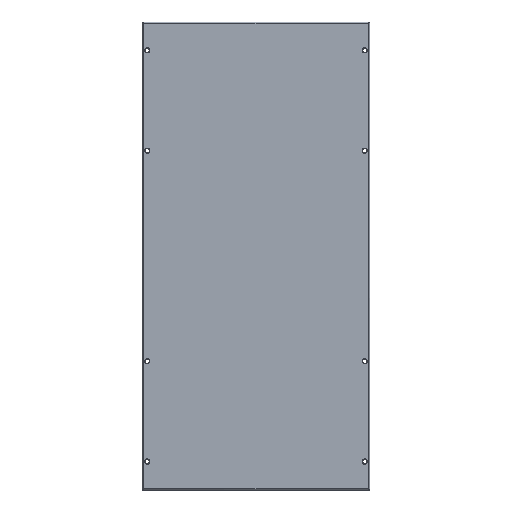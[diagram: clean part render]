
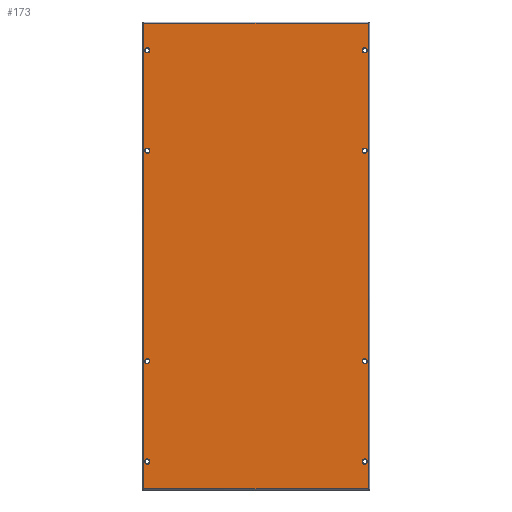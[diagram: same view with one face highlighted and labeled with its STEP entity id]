
A CAD part, top view. The second image highlights one B-rep face of the part: STEP entity #173.
In plain terms, the highlighted planar face has unit normal (0, 0, 1).
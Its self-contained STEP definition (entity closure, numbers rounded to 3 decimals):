
#173=ADVANCED_FACE('',(#567,#568,#569,#570,#571,#572,#573,#574,#575),#576,.T.);
#567=FACE_BOUND('',#1139,.T.);
#568=FACE_BOUND('',#1140,.T.);
#569=FACE_BOUND('',#1141,.T.);
#570=FACE_BOUND('',#1142,.T.);
#571=FACE_BOUND('',#1143,.T.);
#572=FACE_BOUND('',#1144,.T.);
#573=FACE_BOUND('',#1145,.T.);
#574=FACE_BOUND('',#1146,.T.);
#575=FACE_OUTER_BOUND('',#1147,.T.);
#576=PLANE('',#1148);
#1139=EDGE_LOOP('',(#2504,#2505));
#1140=EDGE_LOOP('',(#2506,#2507));
#1141=EDGE_LOOP('',(#2508,#2509));
#1142=EDGE_LOOP('',(#2510,#2511));
#1143=EDGE_LOOP('',(#2512,#2513));
#1144=EDGE_LOOP('',(#2514,#2515));
#1145=EDGE_LOOP('',(#2516,#2517));
#1146=EDGE_LOOP('',(#2518,#2519));
#1147=EDGE_LOOP('',(#2520,#2521,#2522,#2523));
#1148=AXIS2_PLACEMENT_3D('',#2524,#2525,#2526);
#2504=ORIENTED_EDGE('',*,*,#3744,.T.);
#2505=ORIENTED_EDGE('',*,*,#3918,.T.);
#2506=ORIENTED_EDGE('',*,*,#3736,.T.);
#2507=ORIENTED_EDGE('',*,*,#3922,.T.);
#2508=ORIENTED_EDGE('',*,*,#3728,.T.);
#2509=ORIENTED_EDGE('',*,*,#3926,.T.);
#2510=ORIENTED_EDGE('',*,*,#3720,.T.);
#2511=ORIENTED_EDGE('',*,*,#3930,.T.);
#2512=ORIENTED_EDGE('',*,*,#3712,.T.);
#2513=ORIENTED_EDGE('',*,*,#3934,.T.);
#2514=ORIENTED_EDGE('',*,*,#3704,.T.);
#2515=ORIENTED_EDGE('',*,*,#3938,.T.);
#2516=ORIENTED_EDGE('',*,*,#3696,.T.);
#2517=ORIENTED_EDGE('',*,*,#3942,.T.);
#2518=ORIENTED_EDGE('',*,*,#3688,.T.);
#2519=ORIENTED_EDGE('',*,*,#3946,.T.);
#2520=ORIENTED_EDGE('',*,*,#4037,.F.);
#2521=ORIENTED_EDGE('',*,*,#4048,.F.);
#2522=ORIENTED_EDGE('',*,*,#4042,.F.);
#2523=ORIENTED_EDGE('',*,*,#4045,.T.);
#2524=CARTESIAN_POINT('',(0.0,-600.0,50.0));
#2525=DIRECTION('',(0.0,0.,1.0));
#2526=DIRECTION('',(1.0,0.0,0.0));
#3688=EDGE_CURVE('',#4442,#4439,#4443,.T.);
#3696=EDGE_CURVE('',#4458,#4455,#4459,.T.);
#3704=EDGE_CURVE('',#4474,#4471,#4475,.T.);
#3712=EDGE_CURVE('',#4490,#4487,#4491,.T.);
#3720=EDGE_CURVE('',#4506,#4503,#4507,.T.);
#3728=EDGE_CURVE('',#4522,#4519,#4523,.T.);
#3736=EDGE_CURVE('',#4538,#4535,#4539,.T.);
#3744=EDGE_CURVE('',#4554,#4551,#4555,.T.);
#3918=EDGE_CURVE('',#4551,#4554,#4854,.T.);
#3922=EDGE_CURVE('',#4535,#4538,#4858,.T.);
#3926=EDGE_CURVE('',#4519,#4522,#4862,.T.);
#3930=EDGE_CURVE('',#4503,#4506,#4866,.T.);
#3934=EDGE_CURVE('',#4487,#4490,#4870,.T.);
#3938=EDGE_CURVE('',#4471,#4474,#4874,.T.);
#3942=EDGE_CURVE('',#4455,#4458,#4878,.T.);
#3946=EDGE_CURVE('',#4439,#4442,#4882,.T.);
#4037=EDGE_CURVE('',#5024,#5026,#5027,.T.);
#4042=EDGE_CURVE('',#5031,#5033,#5034,.T.);
#4045=EDGE_CURVE('',#5031,#5026,#5037,.T.);
#4048=EDGE_CURVE('',#5033,#5024,#5040,.T.);
#4439=VERTEX_POINT('',#5819);
#4442=VERTEX_POINT('',#5823);
#4443=CIRCLE('',#5824,6.5);
#4455=VERTEX_POINT('',#5839);
#4458=VERTEX_POINT('',#5843);
#4459=CIRCLE('',#5844,6.5);
#4471=VERTEX_POINT('',#5859);
#4474=VERTEX_POINT('',#5863);
#4475=CIRCLE('',#5864,6.5);
#4487=VERTEX_POINT('',#5879);
#4490=VERTEX_POINT('',#5883);
#4491=CIRCLE('',#5884,6.5);
#4503=VERTEX_POINT('',#5899);
#4506=VERTEX_POINT('',#5903);
#4507=CIRCLE('',#5904,6.5);
#4519=VERTEX_POINT('',#5919);
#4522=VERTEX_POINT('',#5923);
#4523=CIRCLE('',#5924,6.5);
#4535=VERTEX_POINT('',#5939);
#4538=VERTEX_POINT('',#5943);
#4539=CIRCLE('',#5944,6.5);
#4551=VERTEX_POINT('',#5959);
#4554=VERTEX_POINT('',#5963);
#4555=CIRCLE('',#5964,6.5);
#4854=CIRCLE('',#6374,6.5);
#4858=CIRCLE('',#6378,6.5);
#4862=CIRCLE('',#6382,6.5);
#4866=CIRCLE('',#6386,6.5);
#4870=CIRCLE('',#6390,6.5);
#4874=CIRCLE('',#6394,6.5);
#4878=CIRCLE('',#6398,6.5);
#4882=CIRCLE('',#6402,6.5);
#5024=VERTEX_POINT('',#6627);
#5026=VERTEX_POINT('',#6663);
#5027=LINE('',#6664,#6665);
#5031=VERTEX_POINT('',#6703);
#5033=VERTEX_POINT('',#6739);
#5034=LINE('',#6740,#6741);
#5037=LINE('',#6779,#6780);
#5040=LINE('',#6785,#6786);
#5819=CARTESIAN_POINT('',(-264.5,-512.5,50.0));
#5823=CARTESIAN_POINT('',(-277.5,-512.5,50.0));
#5824=AXIS2_PLACEMENT_3D('',#7924,#7925,#7926);
#5839=CARTESIAN_POINT('',(-264.5,262.5,50.0));
#5843=CARTESIAN_POINT('',(-277.5,262.5,50.0));
#5844=AXIS2_PLACEMENT_3D('',#7940,#7941,#7942);
#5859=CARTESIAN_POINT('',(-264.5,-262.5,50.0));
#5863=CARTESIAN_POINT('',(-277.5,-262.5,50.0));
#5864=AXIS2_PLACEMENT_3D('',#7956,#7957,#7958);
#5879=CARTESIAN_POINT('',(-264.5,512.5,50.0));
#5883=CARTESIAN_POINT('',(-277.5,512.5,50.0));
#5884=AXIS2_PLACEMENT_3D('',#7972,#7973,#7974);
#5899=CARTESIAN_POINT('',(277.5,-512.5,50.0));
#5903=CARTESIAN_POINT('',(264.5,-512.5,50.0));
#5904=AXIS2_PLACEMENT_3D('',#7988,#7989,#7990);
#5919=CARTESIAN_POINT('',(277.5,262.5,50.0));
#5923=CARTESIAN_POINT('',(264.5,262.5,50.0));
#5924=AXIS2_PLACEMENT_3D('',#8004,#8005,#8006);
#5939=CARTESIAN_POINT('',(277.5,-262.5,50.0));
#5943=CARTESIAN_POINT('',(264.5,-262.5,50.0));
#5944=AXIS2_PLACEMENT_3D('',#8020,#8021,#8022);
#5959=CARTESIAN_POINT('',(277.5,512.5,50.0));
#5963=CARTESIAN_POINT('',(264.5,512.5,50.0));
#5964=AXIS2_PLACEMENT_3D('',#8036,#8037,#8038);
#6374=AXIS2_PLACEMENT_3D('',#8336,#8337,#8338);
#6378=AXIS2_PLACEMENT_3D('',#8348,#8349,#8350);
#6382=AXIS2_PLACEMENT_3D('',#8360,#8361,#8362);
#6386=AXIS2_PLACEMENT_3D('',#8372,#8373,#8374);
#6390=AXIS2_PLACEMENT_3D('',#8384,#8385,#8386);
#6394=AXIS2_PLACEMENT_3D('',#8396,#8397,#8398);
#6398=AXIS2_PLACEMENT_3D('',#8408,#8409,#8410);
#6402=AXIS2_PLACEMENT_3D('',#8420,#8421,#8422);
#6627=CARTESIAN_POINT('',(-280.228,580.228,50.0));
#6663=CARTESIAN_POINT('',(280.228,580.228,50.0));
#6664=CARTESIAN_POINT('',(0.,580.228,50.0));
#6665=VECTOR('',#8524,1.0);
#6703=CARTESIAN_POINT('',(280.228,-580.228,50.0));
#6739=CARTESIAN_POINT('',(-280.228,-580.228,50.0));
#6740=CARTESIAN_POINT('',(0.,-580.228,50.0));
#6741=VECTOR('',#8531,1.0);
#6779=CARTESIAN_POINT('',(280.228,-600.0,50.0));
#6780=VECTOR('',#8533,1.0);
#6785=CARTESIAN_POINT('',(-280.228,-600.0,50.0));
#6786=VECTOR('',#8536,1.0);
#7924=CARTESIAN_POINT('',(-271.0,-512.5,50.0));
#7925=DIRECTION('',(0.0,0.,-1.0));
#7926=DIRECTION('',(1.0,0.0,0.0));
#7940=CARTESIAN_POINT('',(-271.0,262.5,50.0));
#7941=DIRECTION('',(0.0,0.,-1.0));
#7942=DIRECTION('',(1.0,0.0,0.0));
#7956=CARTESIAN_POINT('',(-271.0,-262.5,50.0));
#7957=DIRECTION('',(0.0,0.,-1.0));
#7958=DIRECTION('',(1.0,0.0,0.0));
#7972=CARTESIAN_POINT('',(-271.0,512.5,50.0));
#7973=DIRECTION('',(0.0,0.,-1.0));
#7974=DIRECTION('',(1.0,0.0,0.0));
#7988=CARTESIAN_POINT('',(271.0,-512.5,50.0));
#7989=DIRECTION('',(0.0,0.,-1.0));
#7990=DIRECTION('',(1.0,0.0,0.0));
#8004=CARTESIAN_POINT('',(271.0,262.5,50.0));
#8005=DIRECTION('',(0.0,0.,-1.0));
#8006=DIRECTION('',(1.0,0.0,0.0));
#8020=CARTESIAN_POINT('',(271.0,-262.5,50.0));
#8021=DIRECTION('',(0.0,0.,-1.0));
#8022=DIRECTION('',(1.0,0.0,0.0));
#8036=CARTESIAN_POINT('',(271.0,512.5,50.0));
#8037=DIRECTION('',(0.0,0.,-1.0));
#8038=DIRECTION('',(1.0,0.0,0.0));
#8336=CARTESIAN_POINT('',(271.0,512.5,50.0));
#8337=DIRECTION('',(0.0,0.,-1.0));
#8338=DIRECTION('',(1.0,0.0,0.0));
#8348=CARTESIAN_POINT('',(271.0,-262.5,50.0));
#8349=DIRECTION('',(0.0,0.,-1.0));
#8350=DIRECTION('',(1.0,0.0,0.0));
#8360=CARTESIAN_POINT('',(271.0,262.5,50.0));
#8361=DIRECTION('',(0.0,0.,-1.0));
#8362=DIRECTION('',(1.0,0.0,0.0));
#8372=CARTESIAN_POINT('',(271.0,-512.5,50.0));
#8373=DIRECTION('',(0.0,0.,-1.0));
#8374=DIRECTION('',(1.0,0.0,0.0));
#8384=CARTESIAN_POINT('',(-271.0,512.5,50.0));
#8385=DIRECTION('',(0.0,0.,-1.0));
#8386=DIRECTION('',(1.0,0.0,0.0));
#8396=CARTESIAN_POINT('',(-271.0,-262.5,50.0));
#8397=DIRECTION('',(0.0,0.,-1.0));
#8398=DIRECTION('',(1.0,0.0,0.0));
#8408=CARTESIAN_POINT('',(-271.0,262.5,50.0));
#8409=DIRECTION('',(0.0,0.,-1.0));
#8410=DIRECTION('',(1.0,0.0,0.0));
#8420=CARTESIAN_POINT('',(-271.0,-512.5,50.0));
#8421=DIRECTION('',(0.0,0.,-1.0));
#8422=DIRECTION('',(1.0,0.0,0.0));
#8524=DIRECTION('',(1.0,0.0,0.));
#8531=DIRECTION('',(-1.0,-0.0,0.));
#8533=DIRECTION('',(0.0,1.0,0.));
#8536=DIRECTION('',(0.0,1.0,0.));
